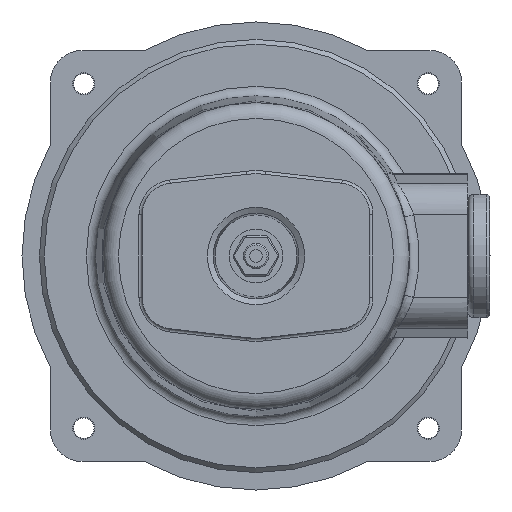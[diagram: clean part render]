
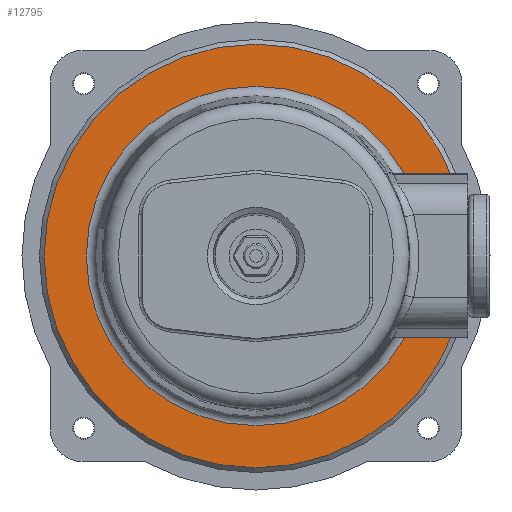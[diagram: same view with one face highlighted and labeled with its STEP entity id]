
A CAD part, front view. The second image highlights one B-rep face of the part: STEP entity #12795.
In plain terms, the highlighted planar face has unit normal (0, -1, 0).
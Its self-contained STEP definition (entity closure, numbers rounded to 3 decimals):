
#1421=CIRCLE('',#14045,67.);
#1440=CIRCLE('',#14074,53.648);
#3811=ORIENTED_EDGE('',*,*,#6380,.T.);
#3812=ORIENTED_EDGE('',*,*,#6402,.T.);
#6380=EDGE_CURVE('',#7985,#7985,#1421,.T.);
#6402=EDGE_CURVE('',#8007,#8007,#1440,.T.);
#7985=VERTEX_POINT('',#21287);
#8007=VERTEX_POINT('',#21352);
#10454=EDGE_LOOP('',(#3811));
#10455=EDGE_LOOP('',(#3812));
#11579=FACE_BOUND('',#10454,.T.);
#11580=FACE_BOUND('',#10455,.T.);
#12271=PLANE('',#14279);
#12795=ADVANCED_FACE('',(#11579,#11580),#12271,.T.);
#14045=AXIS2_PLACEMENT_3D('',#21286,#16858,#16859);
#14074=AXIS2_PLACEMENT_3D('',#21351,#16916,#16917);
#14279=AXIS2_PLACEMENT_3D('',#22860,#17421,#17422);
#16858=DIRECTION('',(0.,-1.,0.));
#16859=DIRECTION('',(0.,0.,-1.));
#16916=DIRECTION('',(0.,1.,0.));
#16917=DIRECTION('',(0.,0.,-1.));
#17421=DIRECTION('',(0.,-1.,0.));
#17422=DIRECTION('',(0.,0.,-1.));
#21286=CARTESIAN_POINT('',(0.,136.,0.));
#21287=CARTESIAN_POINT('',(0.,136.,-67.));
#21351=CARTESIAN_POINT('',(0.,136.,0.));
#21352=CARTESIAN_POINT('',(0.,136.,-53.648));
#22860=CARTESIAN_POINT('',(50.7,136.,0.));
